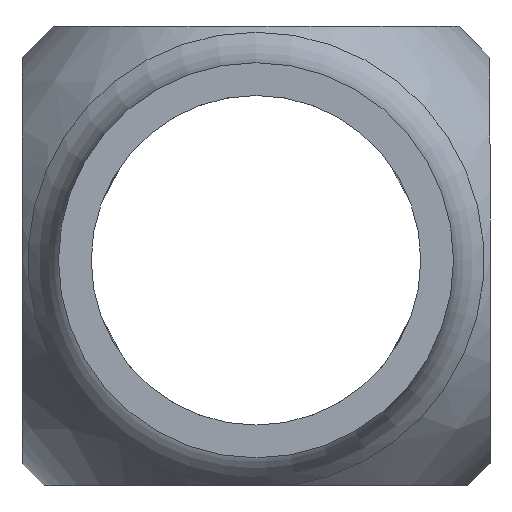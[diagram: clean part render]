
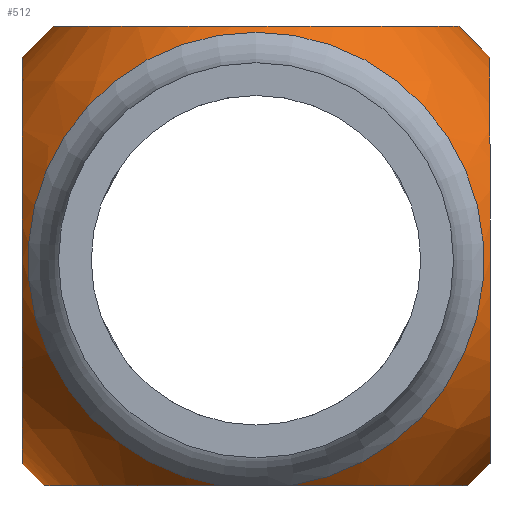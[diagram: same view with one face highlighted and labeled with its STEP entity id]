
A CAD part, left-side view. The second image highlights one B-rep face of the part: STEP entity #512.
In plain terms, the highlighted spherical face has radius 9.4 mm.
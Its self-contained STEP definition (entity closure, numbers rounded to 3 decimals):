
#22 = EDGE_LOOP ( 'NONE', ( #619, #215, #207, #614 ) ) ;
#29 = EDGE_LOOP ( 'NONE', ( #222 ) ) ;
#32 = EDGE_LOOP ( 'NONE', ( #206 ) ) ;
#78 = CIRCLE ( 'NONE', #603, 6.16 ) ;
#82 = FACE_BOUND ( 'NONE', #567, .T. ) ;
#93 = CIRCLE ( 'NONE', #604, 6.919 ) ;
#113 = VERTEX_POINT ( 'NONE', #304 ) ;
#117 = VERTEX_POINT ( 'NONE', #451 ) ;
#142 = CARTESIAN_POINT ( 'NONE',  ( 0., 0., -6.84 ) ) ;
#143 = DIRECTION ( 'NONE',  ( 0., 0., -1. ) ) ;
#144 = DIRECTION ( 'NONE',  ( 0., 1., 0. ) ) ;
#150 = FACE_OUTER_BOUND ( 'NONE', #22, .T. ) ;
#151 = FACE_BOUND ( 'NONE', #32, .T. ) ;
#152 = FACE_BOUND ( 'NONE', #29, .T. ) ;
#157 = SPHERICAL_SURFACE ( 'NONE', #592, 9.4 ) ;
#167 = VERTEX_POINT ( 'NONE', #309 ) ;
#184 = CARTESIAN_POINT ( 'NONE',  ( 0., 7.1, 0. ) ) ;
#197 = DIRECTION ( 'NONE',  ( 0., 0., 1. ) ) ;
#203 = DIRECTION ( 'NONE',  ( 0., 1., 0. ) ) ;
#206 = ORIENTED_EDGE ( 'NONE', *, *, #482, .F. ) ;
#207 = ORIENTED_EDGE ( 'NONE', *, *, #495, .F. ) ;
#215 = ORIENTED_EDGE ( 'NONE', *, *, #501, .F. ) ;
#222 = ORIENTED_EDGE ( 'NONE', *, *, #459, .F. ) ;
#262 = CARTESIAN_POINT ( 'NONE',  ( 0., 0., 7.1 ) ) ;
#264 = DIRECTION ( 'NONE',  ( 0., 0., 1. ) ) ;
#265 = DIRECTION ( 'NONE',  ( 0., -1., 0. ) ) ;
#299 = CARTESIAN_POINT ( 'NONE',  ( 6.363, 1.041, -6.84 ) ) ;
#303 = CARTESIAN_POINT ( 'NONE',  ( -6.363, -1.041, -6.84 ) ) ;
#304 = CARTESIAN_POINT ( 'NONE',  ( 0., 7.1, 6.16 ) ) ;
#306 = CARTESIAN_POINT ( 'NONE',  ( 6.363, -1.041, -6.84 ) ) ;
#309 = CARTESIAN_POINT ( 'NONE',  ( 0., -6.16, 7.1 ) ) ;
#312 = CARTESIAN_POINT ( 'NONE',  ( -6.363, 1.041, -6.84 ) ) ;
#319 = DIRECTION ( 'NONE',  ( 0., 0., -1. ) ) ;
#328 = CARTESIAN_POINT ( 'NONE',  ( 0., 0., 0. ) ) ;
#333 = DIRECTION ( 'NONE',  ( 0., 1., 0. ) ) ;
#339 = DIRECTION ( 'NONE',  ( 0., 0., -1. ) ) ;
#340 = DIRECTION ( 'NONE',  ( 0., 1., 0. ) ) ;
#362 = CARTESIAN_POINT ( 'NONE',  ( 0., 0., -6.84 ) ) ;
#373 = DIRECTION ( 'NONE',  ( 0., 0., 1. ) ) ;
#379 = CARTESIAN_POINT ( 'NONE',  ( 6.363, 0., 0. ) ) ;
#381 = DIRECTION ( 'NONE',  ( -1., 0., 0. ) ) ;
#451 = CARTESIAN_POINT ( 'NONE',  ( 0., -7.1, -6.16 ) ) ;
#459 = EDGE_CURVE ( 'NONE', #167, #167, #681, .T. ) ;
#468 = EDGE_CURVE ( 'NONE', #621, #622, #698, .T. ) ;
#471 = AXIS2_PLACEMENT_3D ( 'NONE', #379, #381, #373 ) ;
#472 = EDGE_CURVE ( 'NONE', #628, #622, #693, .T. ) ;
#482 = EDGE_CURVE ( 'NONE', #113, #113, #699, .T. ) ;
#490 = AXIS2_PLACEMENT_3D ( 'NONE', #262, #264, #265 ) ;
#495 = EDGE_CURVE ( 'NONE', #621, #629, #690, .T. ) ;
#500 = EDGE_CURVE ( 'NONE', #117, #117, #78, .T. ) ;
#501 = EDGE_CURVE ( 'NONE', #629, #628, #93, .T. ) ;
#512 = ADVANCED_FACE ( 'NONE', ( #151, #82, #152, #150 ), #157, .T. ) ;
#522 = CARTESIAN_POINT ( 'NONE',  ( -6.363, 0., 0. ) ) ;
#524 = CARTESIAN_POINT ( 'NONE',  ( 0., -7.1, 0. ) ) ;
#525 = DIRECTION ( 'NONE',  ( 0., -1., 0. ) ) ;
#527 = DIRECTION ( 'NONE',  ( 0., 0., -1. ) ) ;
#532 = DIRECTION ( 'NONE',  ( -1., 0., 0. ) ) ;
#544 = DIRECTION ( 'NONE',  ( 0., 0., 1. ) ) ;
#567 = EDGE_LOOP ( 'NONE', ( #611 ) ) ;
#582 = AXIS2_PLACEMENT_3D ( 'NONE', #184, #203, #197 ) ;
#590 = AXIS2_PLACEMENT_3D ( 'NONE', #362, #339, #340 ) ;
#592 = AXIS2_PLACEMENT_3D ( 'NONE', #328, #319, #333 ) ;
#603 = AXIS2_PLACEMENT_3D ( 'NONE', #524, #525, #527 ) ;
#604 = AXIS2_PLACEMENT_3D ( 'NONE', #522, #532, #544 ) ;
#608 = AXIS2_PLACEMENT_3D ( 'NONE', #142, #143, #144 ) ;
#611 = ORIENTED_EDGE ( 'NONE', *, *, #500, .F. ) ;
#614 = ORIENTED_EDGE ( 'NONE', *, *, #468, .T. ) ;
#619 = ORIENTED_EDGE ( 'NONE', *, *, #472, .F. ) ;
#621 = VERTEX_POINT ( 'NONE', #306 ) ;
#622 = VERTEX_POINT ( 'NONE', #299 ) ;
#628 = VERTEX_POINT ( 'NONE', #312 ) ;
#629 = VERTEX_POINT ( 'NONE', #303 ) ;
#681 = CIRCLE ( 'NONE', #490, 6.16 ) ;
#690 = CIRCLE ( 'NONE', #608, 6.448 ) ;
#693 = CIRCLE ( 'NONE', #590, 6.448 ) ;
#698 = CIRCLE ( 'NONE', #471, 6.919 ) ;
#699 = CIRCLE ( 'NONE', #582, 6.16 ) ;
